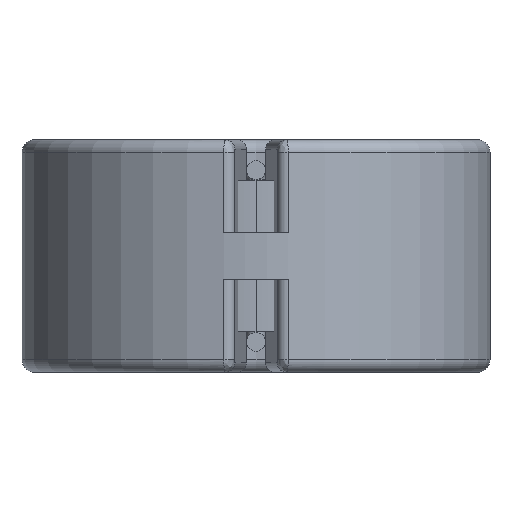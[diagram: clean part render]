
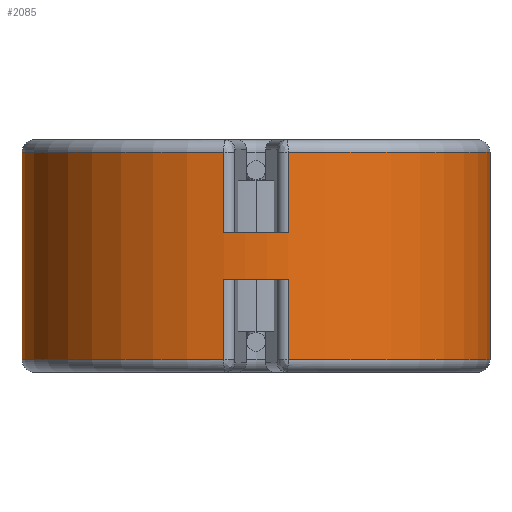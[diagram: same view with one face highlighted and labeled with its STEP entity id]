
A CAD part, front view. The second image highlights one B-rep face of the part: STEP entity #2085.
In plain terms, the highlighted cylindrical face has radius 15 mm (diameter 30 mm), a partial arc.
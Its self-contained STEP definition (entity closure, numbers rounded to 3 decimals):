
#5 = ORIENTED_EDGE ( 'NONE', *, *, #3874, .F. ) ;
#7 = CARTESIAN_POINT ( 'NONE',  ( -2.066, -14.857, 7.45 ) ) ;
#101 = AXIS2_PLACEMENT_3D ( 'NONE', #884, #1229, #980 ) ;
#187 = EDGE_CURVE ( 'NONE', #750, #3601, #1500, .T. ) ;
#205 = CARTESIAN_POINT ( 'NONE',  ( -15., 0., -6.65 ) ) ;
#278 = ORIENTED_EDGE ( 'NONE', *, *, #2184, .T. ) ;
#393 = CARTESIAN_POINT ( 'NONE',  ( 2.066, -14.857, -1.5 ) ) ;
#412 = AXIS2_PLACEMENT_3D ( 'NONE', #2987, #1319, #1697 ) ;
#436 = CARTESIAN_POINT ( 'NONE',  ( 0., 0., -1.5 ) ) ;
#460 = EDGE_CURVE ( 'NONE', #2194, #941, #625, .T. ) ;
#511 = CARTESIAN_POINT ( 'NONE',  ( 0., 0., 6.65 ) ) ;
#529 = CYLINDRICAL_SURFACE ( 'NONE', #2331, 15. ) ;
#534 = CIRCLE ( 'NONE', #412, 15. ) ;
#625 = LINE ( 'NONE', #3917, #1551 ) ;
#743 = EDGE_CURVE ( 'NONE', #3601, #1443, #1529, .T. ) ;
#748 = DIRECTION ( 'NONE',  ( 1., 0., 0. ) ) ;
#750 = VERTEX_POINT ( 'NONE', #1737 ) ;
#884 = CARTESIAN_POINT ( 'NONE',  ( 0., 0., -6.65 ) ) ;
#918 = CARTESIAN_POINT ( 'NONE',  ( 2.066, -14.857, 6.65 ) ) ;
#941 = VERTEX_POINT ( 'NONE', #205 ) ;
#974 = CARTESIAN_POINT ( 'NONE',  ( -2.066, -14.857, 6.65 ) ) ;
#980 = DIRECTION ( 'NONE',  ( 1., 0., 0. ) ) ;
#1007 = VECTOR ( 'NONE', #3014, 1000. ) ;
#1023 = CARTESIAN_POINT ( 'NONE',  ( 0., 0., 1.5 ) ) ;
#1081 = AXIS2_PLACEMENT_3D ( 'NONE', #511, #1829, #4119 ) ;
#1115 = VECTOR ( 'NONE', #3985, 1000. ) ;
#1167 = LINE ( 'NONE', #3632, #1517 ) ;
#1174 = CIRCLE ( 'NONE', #3338, 15. ) ;
#1186 = ORIENTED_EDGE ( 'NONE', *, *, #3572, .T. ) ;
#1229 = DIRECTION ( 'NONE',  ( 0., 0., 1. ) ) ;
#1263 = CARTESIAN_POINT ( 'NONE',  ( 2.066, -14.857, -6.65 ) ) ;
#1319 = DIRECTION ( 'NONE',  ( 0., 0., 1. ) ) ;
#1353 = DIRECTION ( 'NONE',  ( 0., 0., 1. ) ) ;
#1406 = CARTESIAN_POINT ( 'NONE',  ( 2.066, -14.857, 7.45 ) ) ;
#1413 = VECTOR ( 'NONE', #2994, 1000. ) ;
#1417 = EDGE_CURVE ( 'NONE', #3862, #3528, #2525, .T. ) ;
#1427 = EDGE_CURVE ( 'NONE', #2436, #3460, #1167, .T. ) ;
#1443 = VERTEX_POINT ( 'NONE', #1746 ) ;
#1500 = CIRCLE ( 'NONE', #1081, 15. ) ;
#1509 = CARTESIAN_POINT ( 'NONE',  ( -2.066, -14.857, 1.5 ) ) ;
#1517 = VECTOR ( 'NONE', #3084, 1000. ) ;
#1529 = LINE ( 'NONE', #1406, #1115 ) ;
#1551 = VECTOR ( 'NONE', #1642, 1000. ) ;
#1642 = DIRECTION ( 'NONE',  ( 0., 0., -1. ) ) ;
#1659 = ORIENTED_EDGE ( 'NONE', *, *, #1427, .T. ) ;
#1697 = DIRECTION ( 'NONE',  ( 1., 0., 0. ) ) ;
#1709 = ORIENTED_EDGE ( 'NONE', *, *, #3282, .T. ) ;
#1737 = CARTESIAN_POINT ( 'NONE',  ( 15., 0., 6.65 ) ) ;
#1746 = CARTESIAN_POINT ( 'NONE',  ( 2.066, -14.857, 1.5 ) ) ;
#1783 = DIRECTION ( 'NONE',  ( 1., 0., 0. ) ) ;
#1810 = CARTESIAN_POINT ( 'NONE',  ( -2.066, -14.857, -1.5 ) ) ;
#1829 = DIRECTION ( 'NONE',  ( 0., 0., -1. ) ) ;
#1866 = VERTEX_POINT ( 'NONE', #3586 ) ;
#1939 = CARTESIAN_POINT ( 'NONE',  ( -15., 0., 6.65 ) ) ;
#1965 = CARTESIAN_POINT ( 'NONE',  ( 15., 0., 1.5 ) ) ;
#1998 = DIRECTION ( 'NONE',  ( 0., 0., -1. ) ) ;
#2069 = ORIENTED_EDGE ( 'NONE', *, *, #743, .T. ) ;
#2085 = ADVANCED_FACE ( 'NONE', ( #4228 ), #529, .T. ) ;
#2105 = DIRECTION ( 'NONE',  ( 0., 0., -1. ) ) ;
#2179 = ORIENTED_EDGE ( 'NONE', *, *, #3770, .F. ) ;
#2184 = EDGE_CURVE ( 'NONE', #941, #2436, #2212, .T. ) ;
#2194 = VERTEX_POINT ( 'NONE', #1939 ) ;
#2212 = CIRCLE ( 'NONE', #101, 15. ) ;
#2296 = AXIS2_PLACEMENT_3D ( 'NONE', #1023, #1353, #3321 ) ;
#2331 = AXIS2_PLACEMENT_3D ( 'NONE', #2707, #1998, #3973 ) ;
#2353 = CARTESIAN_POINT ( 'NONE',  ( 2.066, -14.857, 7.45 ) ) ;
#2380 = CARTESIAN_POINT ( 'NONE',  ( -2.066, -14.857, -6.65 ) ) ;
#2436 = VERTEX_POINT ( 'NONE', #2380 ) ;
#2525 = LINE ( 'NONE', #2353, #1007 ) ;
#2706 = ORIENTED_EDGE ( 'NONE', *, *, #460, .T. ) ;
#2707 = CARTESIAN_POINT ( 'NONE',  ( 0., 0., 1.5 ) ) ;
#2737 = EDGE_CURVE ( 'NONE', #3270, #2194, #2758, .T. ) ;
#2750 = DIRECTION ( 'NONE',  ( 0., 0., 1. ) ) ;
#2758 = CIRCLE ( 'NONE', #3219, 15. ) ;
#2838 = CARTESIAN_POINT ( 'NONE',  ( 0., 0., 6.65 ) ) ;
#2877 = EDGE_CURVE ( 'NONE', #3460, #3862, #1174, .T. ) ;
#2934 = ORIENTED_EDGE ( 'NONE', *, *, #1417, .T. ) ;
#2965 = VERTEX_POINT ( 'NONE', #1509 ) ;
#2973 = ORIENTED_EDGE ( 'NONE', *, *, #2877, .T. ) ;
#2987 = CARTESIAN_POINT ( 'NONE',  ( 0., 0., -6.65 ) ) ;
#2994 = DIRECTION ( 'NONE',  ( 0., 0., 1. ) ) ;
#3014 = DIRECTION ( 'NONE',  ( 0., 0., -1. ) ) ;
#3046 = VECTOR ( 'NONE', #4176, 1000. ) ;
#3084 = DIRECTION ( 'NONE',  ( 0., 0., 1. ) ) ;
#3143 = ORIENTED_EDGE ( 'NONE', *, *, #2737, .T. ) ;
#3219 = AXIS2_PLACEMENT_3D ( 'NONE', #2838, #2105, #1783 ) ;
#3270 = VERTEX_POINT ( 'NONE', #974 ) ;
#3282 = EDGE_CURVE ( 'NONE', #2965, #3270, #4085, .T. ) ;
#3316 = EDGE_LOOP ( 'NONE', ( #5, #3684, #2069, #2179, #1709, #3143, #2706, #278, #1659, #2973, #2934, #1186 ) ) ;
#3321 = DIRECTION ( 'NONE',  ( 1., 0., 0. ) ) ;
#3338 = AXIS2_PLACEMENT_3D ( 'NONE', #436, #2750, #748 ) ;
#3460 = VERTEX_POINT ( 'NONE', #1810 ) ;
#3528 = VERTEX_POINT ( 'NONE', #1263 ) ;
#3572 = EDGE_CURVE ( 'NONE', #3528, #1866, #534, .T. ) ;
#3586 = CARTESIAN_POINT ( 'NONE',  ( 15., 0., -6.65 ) ) ;
#3601 = VERTEX_POINT ( 'NONE', #918 ) ;
#3620 = LINE ( 'NONE', #1965, #3046 ) ;
#3632 = CARTESIAN_POINT ( 'NONE',  ( -2.066, -14.857, 7.45 ) ) ;
#3684 = ORIENTED_EDGE ( 'NONE', *, *, #187, .T. ) ;
#3770 = EDGE_CURVE ( 'NONE', #2965, #1443, #3873, .T. ) ;
#3862 = VERTEX_POINT ( 'NONE', #393 ) ;
#3873 = CIRCLE ( 'NONE', #2296, 15. ) ;
#3874 = EDGE_CURVE ( 'NONE', #750, #1866, #3620, .T. ) ;
#3917 = CARTESIAN_POINT ( 'NONE',  ( -15., 0., 1.5 ) ) ;
#3973 = DIRECTION ( 'NONE',  ( -1., 0., 0. ) ) ;
#3985 = DIRECTION ( 'NONE',  ( 0., 0., -1. ) ) ;
#4085 = LINE ( 'NONE', #7, #1413 ) ;
#4119 = DIRECTION ( 'NONE',  ( 1., 0., 0. ) ) ;
#4176 = DIRECTION ( 'NONE',  ( 0., 0., -1. ) ) ;
#4228 = FACE_OUTER_BOUND ( 'NONE', #3316, .T. ) ;
